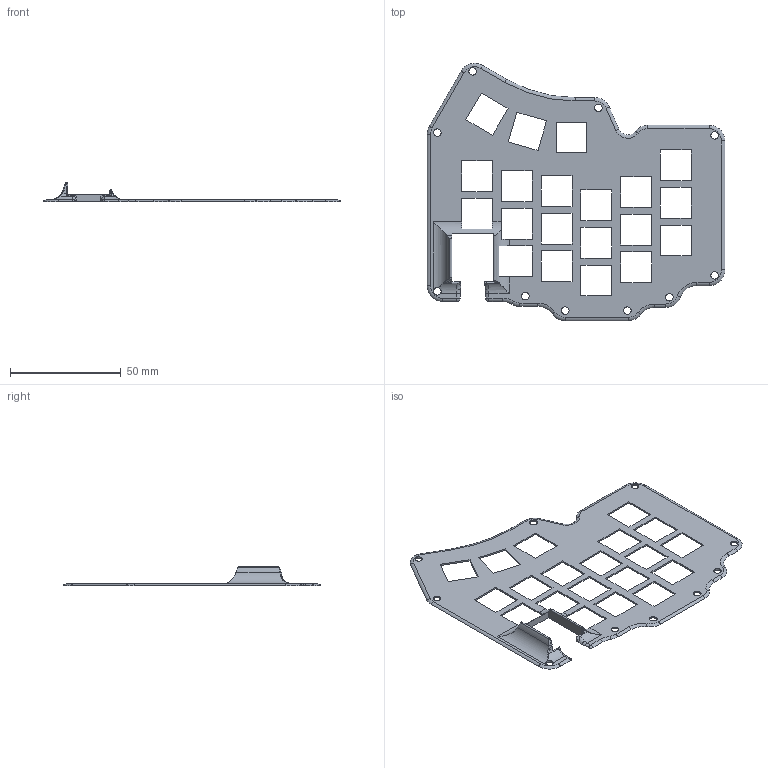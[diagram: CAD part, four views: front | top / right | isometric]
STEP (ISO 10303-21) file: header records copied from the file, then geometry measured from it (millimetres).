
FILE_DESCRIPTION(/* description */ (''),/* implementation_level */ '2;1');
FILE_NAME(/* name */ 'Upper Left Final.step',/* time_stamp */ '2026-01-27T11:20:43+05:30',/* author */ (''),/* organization */ (''),/* preprocessor_version */ 'ST-DEVELOPER v20.1',/* originating_system */ 'Autodesk Translation Framework v14.24.0.0',/* authorisation */ '');
FILE_SCHEMA (('AUTOMOTIVE_DESIGN { 1 0 10303 214 3 1 1 }'));
Length unit declared in the file: millimetre
Products named in the file (1): 2026-01-07-16-45-04-663
Bounding box: 134.54 x 116.35 x 8.59 mm (x, y, z)
Volume: 6137.8 mm3; surface area: 17112.3 mm2
Topology: 1 solids, 1 shells, 178 faces, 524 edges, 343 vertices
Faces by surface type: plane 93, cylinder 39, bspline 23, torus 23
Full cylindrical faces by diameter (mm): 3.4 x10
Entity records: 6930 total; most frequent: CARTESIAN_POINT 2118, ORIENTED_EDGE 1046, DIRECTION 900, EDGE_CURVE 523, VERTEX_POINT 343, LINE 322, VECTOR 322, AXIS2_PLACEMENT_3D 289
